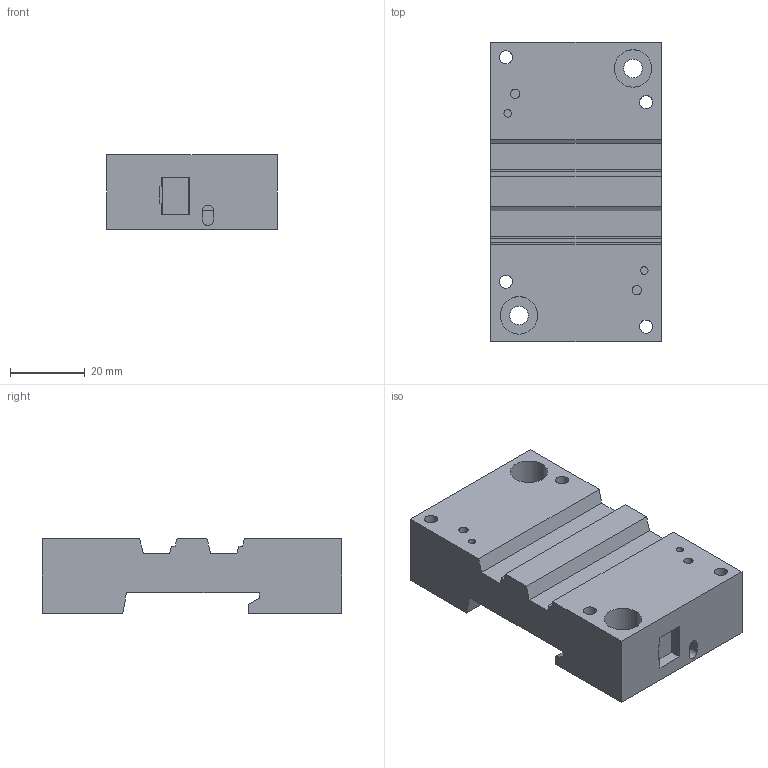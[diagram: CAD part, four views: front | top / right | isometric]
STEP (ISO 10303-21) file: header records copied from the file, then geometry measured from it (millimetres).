
FILE_DESCRIPTION((''),'2;1');
FILE_NAME('DM_CAD-2223','2016-02-03T',('Creinig-se'),(''),'PRO/ENGINEER BY PARAMETRIC TECHNOLOGY CORPORATION, 2013050','PRO/ENGINEER BY PARAMETRIC TECHNOLOGY CORPORATION, 2013050','');
FILE_SCHEMA(('CONFIG_CONTROL_DESIGN'));
Length unit declared in the file: centimetre
Products named in the file (1): DM_CAD-2223
Bounding box: 45.5 x 80 x 20 mm (x, y, z)
Volume: 56657.4 mm3; surface area: 15419.2 mm2
Topology: 1 solids, 1 shells, 79 faces, 208 edges, 138 vertices
Faces by surface type: plane 53, cylinder 26
Entity records: 3213 total; most frequent: CARTESIAN_POINT 425, DIRECTION 418, ORIENTED_EDGE 416, PRESENTATION_STYLE_ASSIGNMENT 209, STYLED_ITEM 209, CURVE_STYLE 208, EDGE_CURVE 208, VECTOR 156
